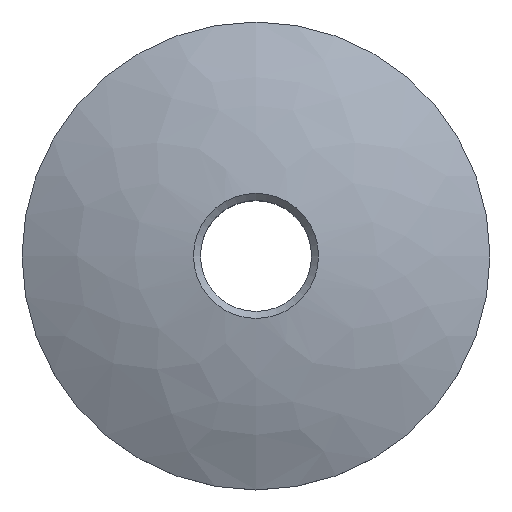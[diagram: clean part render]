
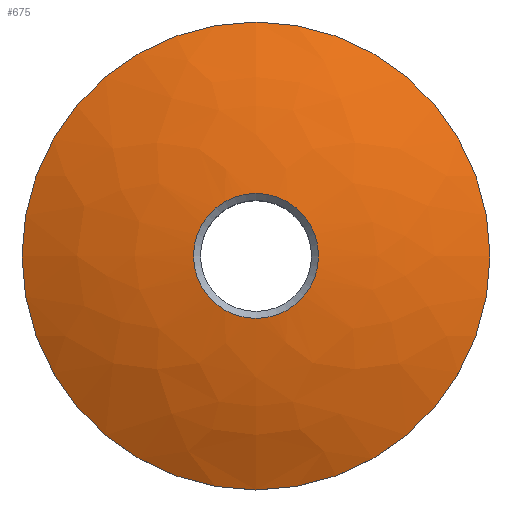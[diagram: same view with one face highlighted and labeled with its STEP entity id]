
A CAD part, top view. The second image highlights one B-rep face of the part: STEP entity #675.
In plain terms, the highlighted free-form (B-spline) face has degree [3, 3] with [4, 7] control points.
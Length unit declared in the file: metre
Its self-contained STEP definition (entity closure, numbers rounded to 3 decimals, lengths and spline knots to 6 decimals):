
#675=ADVANCED_FACE('',(#1802,#1803),#1804,.T.);
#1802=FACE_OUTER_BOUND('',#3285,.T.);
#1803=FACE_OUTER_BOUND('',#3286,.T.);
#1804=(B_SPLINE_SURFACE(3,3,((#3288,#3289,#3290,#3291,#3292,#3293,#3294),(#3295,#3296,#3297,#3298,#3299,#3300,#3301),(#3302,#3303,#3304,#3305,#3306,#3307,#3308),(#3309,#3310,#3311,#3312,#3313,#3314,#3315)),.UNSPECIFIED.,.F.,.T.,.F.)B_SPLINE_SURFACE_WITH_KNOTS((4,4),(4,3,4),(0.0,6.283185),(-1.44584,-1.279833,-1.113827),.UNSPECIFIED.)RATIONAL_B_SPLINE_SURFACE(((1.0,0.333,0.333,1.0,0.333,0.333,1.0),(0.991,0.33,0.33,0.991,0.33,0.33,0.991),(0.991,0.33,0.33,0.991,0.33,0.33,0.991),(1.0,0.333,0.333,1.0,0.333,0.333,1.0)))BOUNDED_SURFACE()REPRESENTATION_ITEM('')GEOMETRIC_REPRESENTATION_ITEM()SURFACE());
#3285=EDGE_LOOP('',(#5528));
#3286=EDGE_LOOP('',(#5529));
#3288=CARTESIAN_POINT('',(-0.01685,0.0,-0.0005));
#3289=CARTESIAN_POINT('',(-0.01685,0.0337,-0.0005));
#3290=CARTESIAN_POINT('',(0.01685,0.0337,-0.0005));
#3291=CARTESIAN_POINT('',(0.01685,0.0,-0.0005));
#3292=CARTESIAN_POINT('',(0.01685,-0.0337,-0.0005));
#3293=CARTESIAN_POINT('',(-0.01685,-0.0337,-0.0005));
#3294=CARTESIAN_POINT('',(-0.01685,0.0,-0.0005));
#3295=CARTESIAN_POINT('',(-0.012959,0.0,0.001413));
#3296=CARTESIAN_POINT('',(-0.012959,0.025918,0.001413));
#3297=CARTESIAN_POINT('',(0.012959,0.025918,0.001413));
#3298=CARTESIAN_POINT('',(0.012959,0.0,0.001413));
#3299=CARTESIAN_POINT('',(0.012959,-0.025918,0.001413));
#3300=CARTESIAN_POINT('',(-0.012959,-0.025918,0.001413));
#3301=CARTESIAN_POINT('',(-0.012959,0.0,0.001413));
#3302=CARTESIAN_POINT('',(-0.008805,0.0,0.002657));
#3303=CARTESIAN_POINT('',(-0.008805,0.01761,0.002657));
#3304=CARTESIAN_POINT('',(0.008805,0.01761,0.002657));
#3305=CARTESIAN_POINT('',(0.008805,0.0,0.002657));
#3306=CARTESIAN_POINT('',(0.008805,-0.01761,0.002657));
#3307=CARTESIAN_POINT('',(-0.008805,-0.01761,0.002657));
#3308=CARTESIAN_POINT('',(-0.008805,0.0,0.002657));
#3309=CARTESIAN_POINT('',(-0.004503,0.0,0.003198));
#3310=CARTESIAN_POINT('',(-0.004503,0.009005,0.003198));
#3311=CARTESIAN_POINT('',(0.004503,0.009005,0.003198));
#3312=CARTESIAN_POINT('',(0.004503,0.0,0.003198));
#3313=CARTESIAN_POINT('',(0.004503,-0.009005,0.003198));
#3314=CARTESIAN_POINT('',(-0.004503,-0.009005,0.003198));
#3315=CARTESIAN_POINT('',(-0.004503,0.0,0.003198));
#5528=ORIENTED_EDGE('',*,*,#9154,.T.);
#5529=ORIENTED_EDGE('',*,*,#9156,.F.);
#9154=EDGE_CURVE('',#11248,#11248,#11249,.T.);
#9156=EDGE_CURVE('',#11251,#11251,#11252,.T.);
#11248=VERTEX_POINT('',#13975);
#11249=CIRCLE('',#13976,0.004503);
#11251=VERTEX_POINT('',#13978);
#11252=CIRCLE('',#13979,0.01685);
#13975=CARTESIAN_POINT('',(-0.004503,0.0,0.003198));
#13976=AXIS2_PLACEMENT_3D('',#16432,#16433,#16434);
#13978=CARTESIAN_POINT('',(-0.01685,0.0,-0.0005));
#13979=AXIS2_PLACEMENT_3D('',#16435,#16436,#16437);
#16432=CARTESIAN_POINT('',(0.0,0.0,0.003198));
#16433=DIRECTION('',(-0.0,0.0,-1.0));
#16434=DIRECTION('',(-1.0,0.0,0.0));
#16435=CARTESIAN_POINT('',(0.0,0.0,-0.0005));
#16436=DIRECTION('',(-0.0,0.0,-1.0));
#16437=DIRECTION('',(-1.0,0.0,0.0));
